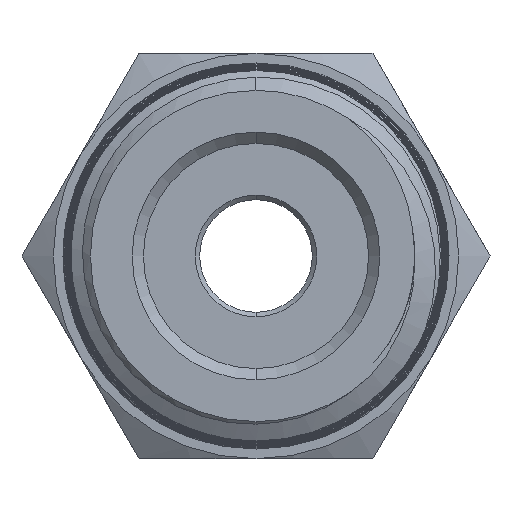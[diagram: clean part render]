
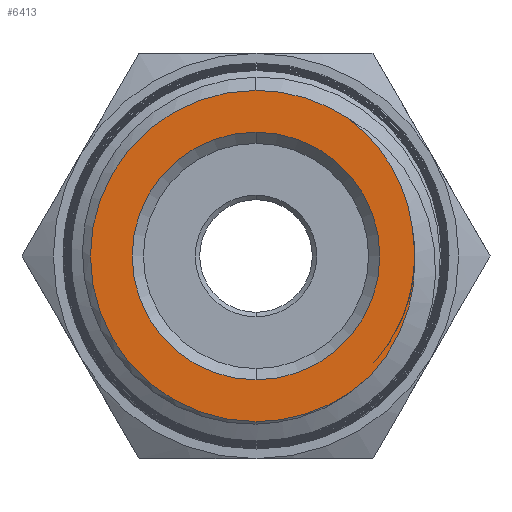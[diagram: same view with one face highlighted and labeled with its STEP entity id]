
A CAD part, front view. The second image highlights one B-rep face of the part: STEP entity #6413.
In plain terms, the highlighted planar face has unit normal (0, -1, 0).
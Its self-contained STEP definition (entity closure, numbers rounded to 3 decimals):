
#74 = CARTESIAN_POINT ( 'NONE',  ( 5.011, 0., -5.385 ) ) ;
#107 = CARTESIAN_POINT ( 'NONE',  ( 4.106, 0., 6.103 ) ) ;
#128 = B_SPLINE_CURVE_WITH_KNOTS ( 'NONE', 3,
 ( #612, #559, #538, #518, #501, #480, #473, #449, #407, #301, #275, #249, #228, #107 ),
 .UNSPECIFIED., .F., .F.,
 ( 4, 2, 2, 2, 2, 2, 4 ),
 ( 0., 0.001, 0.002, 0.003, 0.004, 0.005, 0.006 ),
 .UNSPECIFIED. ) ;
#228 = CARTESIAN_POINT ( 'NONE',  ( 4.296, 0., 5.961 ) ) ;
#233 = EDGE_CURVE ( 'NONE', #7355, #3022, #3196, .T. ) ;
#249 = CARTESIAN_POINT ( 'NONE',  ( 4.479, 0., 5.808 ) ) ;
#270 = CIRCLE ( 'NONE', #3456, 5.5 ) ;
#275 = CARTESIAN_POINT ( 'NONE',  ( 4.832, 0., 5.484 ) ) ;
#301 = CARTESIAN_POINT ( 'NONE',  ( 5.002, 0., 5.313 ) ) ;
#402 = ORIENTED_EDGE ( 'NONE', *, *, #5239, .T. ) ;
#407 = CARTESIAN_POINT ( 'NONE',  ( 5.479, 0., 4.779 ) ) ;
#411 = CARTESIAN_POINT ( 'NONE',  ( 7.072, 0., 0.176 ) ) ;
#449 = CARTESIAN_POINT ( 'NONE',  ( 5.76, 0., 4.397 ) ) ;
#473 = CARTESIAN_POINT ( 'NONE',  ( 6.125, 0., 3.78 ) ) ;
#480 = CARTESIAN_POINT ( 'NONE',  ( 6.237, 0., 3.566 ) ) ;
#501 = CARTESIAN_POINT ( 'NONE',  ( 6.437, 0., 3.131 ) ) ;
#518 = CARTESIAN_POINT ( 'NONE',  ( 6.526, 0., 2.91 ) ) ;
#527 = DIRECTION ( 'NONE',  ( 0., 1., 0. ) ) ;
#538 = CARTESIAN_POINT ( 'NONE',  ( 6.759, 0., 2.236 ) ) ;
#559 = CARTESIAN_POINT ( 'NONE',  ( 6.869, 0., 1.773 ) ) ;
#612 = CARTESIAN_POINT ( 'NONE',  ( 6.932, 0., 1.296 ) ) ;
#657 = CARTESIAN_POINT ( 'NONE',  ( 0., 0., -7.356 ) ) ;
#754 = EDGE_CURVE ( 'NONE', #3022, #7355, #270, .T. ) ;
#789 = AXIS2_PLACEMENT_3D ( 'NONE', #5261, #5245, #5185 ) ;
#975 = CIRCLE ( 'NONE', #4700, 7.356 ) ;
#998 = DIRECTION ( 'NONE',  ( 0., 0., 1. ) ) ;
#1006 = EDGE_CURVE ( 'NONE', #3880, #6549, #4867, .T. ) ;
#1042 = VERTEX_POINT ( 'NONE', #6949 ) ;
#1167 = VERTEX_POINT ( 'NONE', #1230 ) ;
#1230 = CARTESIAN_POINT ( 'NONE',  ( 4.106, 0., 6.103 ) ) ;
#1362 = DIRECTION ( 'NONE',  ( 0., 1., 0. ) ) ;
#1442 = CARTESIAN_POINT ( 'NONE',  ( 7.041, 0., -0.387 ) ) ;
#1470 = AXIS2_PLACEMENT_3D ( 'NONE', #4055, #527, #4613 ) ;
#1484 = CARTESIAN_POINT ( 'NONE',  ( 0., 0., 0. ) ) ;
#1509 = EDGE_LOOP ( 'NONE', ( #1770, #1840, #1779, #2161, #402, #7275 ) ) ;
#1517 = EDGE_CURVE ( 'NONE', #2437, #3880, #2832, .T. ) ;
#1583 = CARTESIAN_POINT ( 'NONE',  ( 7.041, 0., -0.387 ) ) ;
#1599 = CARTESIAN_POINT ( 'NONE',  ( 7.042, 0., -0.852 ) ) ;
#1624 = CARTESIAN_POINT ( 'NONE',  ( 6.997, 0., -1.31 ) ) ;
#1641 = CARTESIAN_POINT ( 'NONE',  ( 6.82, 0., -2.213 ) ) ;
#1668 = CARTESIAN_POINT ( 'NONE',  ( 6.685, 0., -2.661 ) ) ;
#1728 = CARTESIAN_POINT ( 'NONE',  ( 6.337, 0., -3.512 ) ) ;
#1743 = ORIENTED_EDGE ( 'NONE', *, *, #754, .T. ) ;
#1770 = ORIENTED_EDGE ( 'NONE', *, *, #4668, .T. ) ;
#1779 = ORIENTED_EDGE ( 'NONE', *, *, #1517, .T. ) ;
#1840 = ORIENTED_EDGE ( 'NONE', *, *, #5192, .T. ) ;
#2069 = ORIENTED_EDGE ( 'NONE', *, *, #233, .T. ) ;
#2161 = ORIENTED_EDGE ( 'NONE', *, *, #1006, .T. ) ;
#2194 = CARTESIAN_POINT ( 'NONE',  ( 0., 0., 5.5 ) ) ;
#2197 = CARTESIAN_POINT ( 'NONE',  ( 0., 0., 0. ) ) ;
#2225 = CARTESIAN_POINT ( 'NONE',  ( 7.041, 0., -0.387 ) ) ;
#2437 = VERTEX_POINT ( 'NONE', #657 ) ;
#2452 = EDGE_CURVE ( 'NONE', #3411, #1167, #128, .T. ) ;
#2764 = DIRECTION ( 'NONE',  ( 0., 0., 1. ) ) ;
#2816 = CARTESIAN_POINT ( 'NONE',  ( 0., 0., 0. ) ) ;
#2832 = CIRCLE ( 'NONE', #789, 7.356 ) ;
#2842 = DIRECTION ( 'NONE',  ( 0., 0., 1. ) ) ;
#2887 = DIRECTION ( 'NONE',  ( 0., 1., 0. ) ) ;
#3022 = VERTEX_POINT ( 'NONE', #2194 ) ;
#3150 = DIRECTION ( 'NONE',  ( 0., -1., 0. ) ) ;
#3178 = CARTESIAN_POINT ( 'NONE',  ( 6.932, 0., 1.296 ) ) ;
#3196 = CIRCLE ( 'NONE', #3358, 5.5 ) ;
#3358 = AXIS2_PLACEMENT_3D ( 'NONE', #2816, #2887, #2842 ) ;
#3377 = CARTESIAN_POINT ( 'NONE',  ( 7.036, 0., 0.742 ) ) ;
#3411 = VERTEX_POINT ( 'NONE', #3178 ) ;
#3456 = AXIS2_PLACEMENT_3D ( 'NONE', #1484, #1362, #998 ) ;
#3857 = EDGE_LOOP ( 'NONE', ( #2069, #1743 ) ) ;
#3880 = VERTEX_POINT ( 'NONE', #74 ) ;
#4055 = CARTESIAN_POINT ( 'NONE',  ( 0., 0., 0. ) ) ;
#4065 = AXIS2_PLACEMENT_3D ( 'NONE', #2197, #6130, #2764 ) ;
#4084 = CARTESIAN_POINT ( 'NONE',  ( 6.124, 0., -3.918 ) ) ;
#4106 = CARTESIAN_POINT ( 'NONE',  ( 5.747, 0., -4.497 ) ) ;
#4425 = CARTESIAN_POINT ( 'NONE',  ( 0., 0., -5.5 ) ) ;
#4449 = B_SPLINE_CURVE_WITH_KNOTS ( 'NONE', 3,
 ( #2225, #411, #3377, #7300 ),
 .UNSPECIFIED., .F., .F.,
 ( 4, 4 ),
 ( 0., 0.002 ),
 .UNSPECIFIED. ) ;
#4613 = DIRECTION ( 'NONE',  ( 0., 0., 1. ) ) ;
#4668 = EDGE_CURVE ( 'NONE', #1167, #1042, #975, .T. ) ;
#4700 = AXIS2_PLACEMENT_3D ( 'NONE', #6492, #3150, #7076 ) ;
#4799 = CIRCLE ( 'NONE', #4065, 7.356 ) ;
#4867 = B_SPLINE_CURVE_WITH_KNOTS ( 'NONE', 3,
 ( #7201, #6888, #6911, #6936, #4106, #4084, #1728, #1668, #1641, #1624, #1599, #1583 ),
 .UNSPECIFIED., .F., .F.,
 ( 4, 2, 2, 2, 2, 4 ),
 ( 0.004, 0.005, 0.006, 0.007, 0.008, 0.01 ),
 .UNSPECIFIED. ) ;
#5185 = DIRECTION ( 'NONE',  ( 0., 0., 1. ) ) ;
#5192 = EDGE_CURVE ( 'NONE', #1042, #2437, #4799, .T. ) ;
#5239 = EDGE_CURVE ( 'NONE', #6549, #3411, #4449, .T. ) ;
#5245 = DIRECTION ( 'NONE',  ( 0., -1., 0. ) ) ;
#5261 = CARTESIAN_POINT ( 'NONE',  ( 0., 0., 0. ) ) ;
#6130 = DIRECTION ( 'NONE',  ( 0., -1., 0. ) ) ;
#6413 = ADVANCED_FACE ( 'NONE', ( #7334, #7148 ), #7354, .F. ) ;
#6492 = CARTESIAN_POINT ( 'NONE',  ( 0., 0., 0. ) ) ;
#6549 = VERTEX_POINT ( 'NONE', #1442 ) ;
#6888 = CARTESIAN_POINT ( 'NONE',  ( 5.17, 0., -5.22 ) ) ;
#6911 = CARTESIAN_POINT ( 'NONE',  ( 5.322, 0., -5.048 ) ) ;
#6936 = CARTESIAN_POINT ( 'NONE',  ( 5.611, 0., -4.686 ) ) ;
#6949 = CARTESIAN_POINT ( 'NONE',  ( 0., 0., 7.356 ) ) ;
#7076 = DIRECTION ( 'NONE',  ( 0., 0., 1. ) ) ;
#7148 = FACE_OUTER_BOUND ( 'NONE', #1509, .T. ) ;
#7201 = CARTESIAN_POINT ( 'NONE',  ( 5.011, 0., -5.385 ) ) ;
#7275 = ORIENTED_EDGE ( 'NONE', *, *, #2452, .T. ) ;
#7300 = CARTESIAN_POINT ( 'NONE',  ( 6.932, 0., 1.296 ) ) ;
#7334 = FACE_BOUND ( 'NONE', #3857, .T. ) ;
#7354 = PLANE ( 'NONE',  #1470 ) ;
#7355 = VERTEX_POINT ( 'NONE', #4425 ) ;
